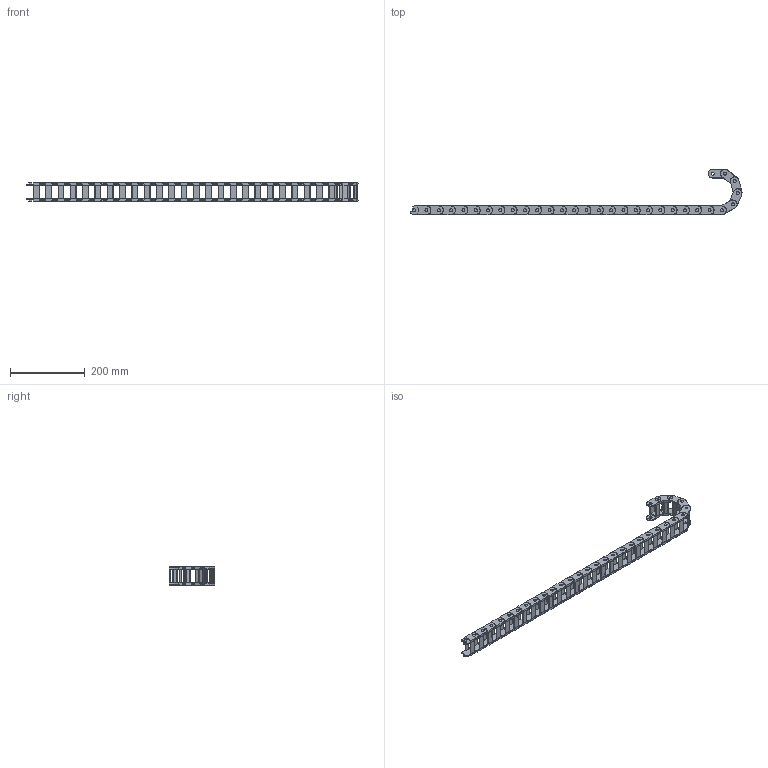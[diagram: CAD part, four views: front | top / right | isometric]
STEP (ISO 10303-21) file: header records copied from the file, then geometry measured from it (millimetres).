
FILE_DESCRIPTION (( 'STEP AP203' ), '1' );
FILE_NAME ('CDC-0.7X1.5R1.9T.step', '2024-04-17T14:26:10', ( '' ), ( '' ), 'SwSTEP 2.0', 'SolidWorks 2023', '' );
FILE_SCHEMA (( 'CONFIG_CONTROL_DESIGN' ));
Length unit declared in the file: millimetre
Products named in the file (1): CDC-0.7X1.5R1.9T
Bounding box: 890.06 x 121.09 x 49 mm (x, y, z)
Volume: 289409.6 mm3; surface area: 238744.7 mm2
Topology: 30 solids, 30 shells, 2280 faces, 6300 edges, 4200 vertices
Faces by surface type: cylinder 1170, plane 1110
Entity records: 73943 total; most frequent: DIRECTION 13322, CARTESIAN_POINT 12781, ORIENTED_EDGE 12600, EDGE_CURVE 6300, AXIS2_PLACEMENT_3D 4741, VERTEX_POINT 4200, LINE 3840, VECTOR 3840
